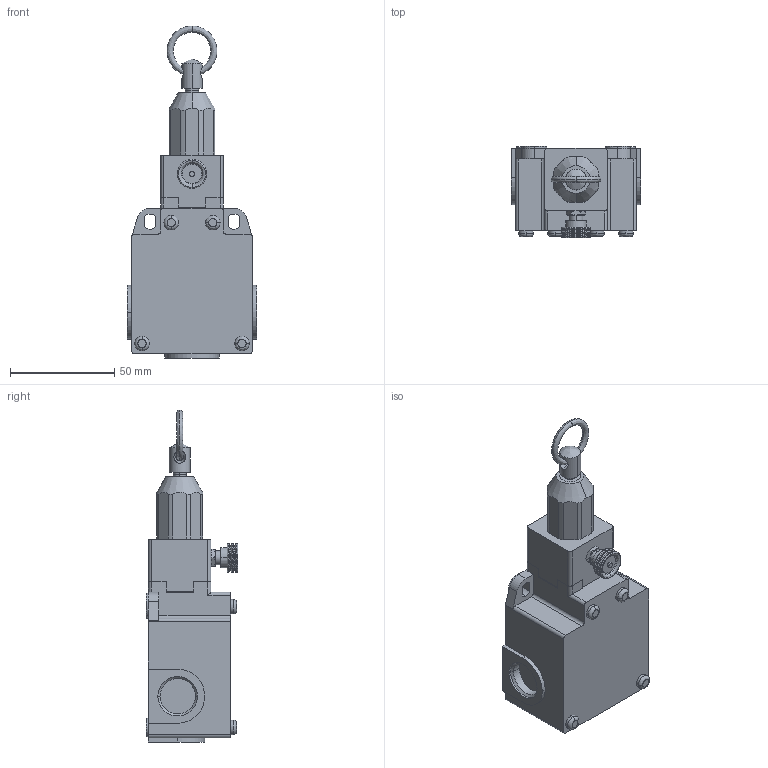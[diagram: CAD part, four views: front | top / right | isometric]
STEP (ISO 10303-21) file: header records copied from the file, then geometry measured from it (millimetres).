
FILE_DESCRIPTION (( 'STEP AP214' ), '1' );
FILE_NAME ('SCM2K99X11.step', '2017-12-19T21:43:44', ( '' ), ( '' ), 'SwSTEP 2.0', 'SolidWorks 2017', '' );
FILE_SCHEMA (( 'AUTOMOTIVE_DESIGN' ));
Length unit declared in the file: inch
Products named in the file (1): SCM2K99X11
Bounding box: 62 x 43.8 x 159.5 mm (x, y, z)
Volume: 180784.9 mm3; surface area: 32275.3 mm2
Topology: 5 solids, 5 shells, 256 faces, 628 edges, 402 vertices
Faces by surface type: plane 100, cylinder 94, cone 25, bspline 23, torus 14
Entity records: 8335 total; most frequent: CARTESIAN_POINT 2119, DIRECTION 1332, ORIENTED_EDGE 1256, EDGE_CURVE 628, AXIS2_PLACEMENT_3D 517, VERTEX_POINT 402, LINE 298, VECTOR 298
